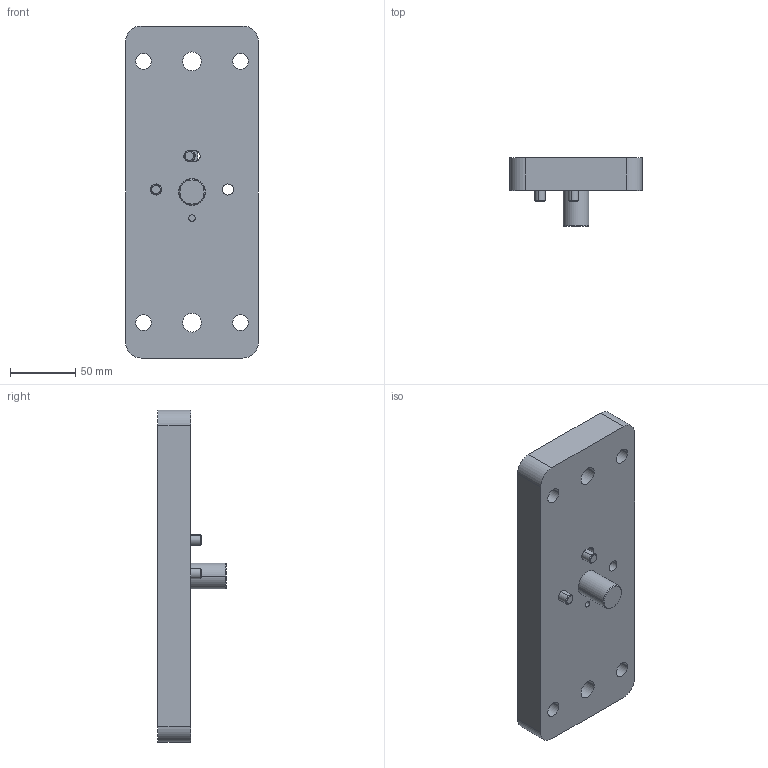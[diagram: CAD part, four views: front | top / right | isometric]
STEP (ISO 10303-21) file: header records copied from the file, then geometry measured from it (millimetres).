
FILE_DESCRIPTION (( 'STEP AP214' ), '1' );
FILE_NAME ('70x70 HD Floor Anchor Plate(40DFA-0501-002-01).STEP', '2023-08-30T12:48:34', ( '' ), ( '' ), 'SwSTEP 2.0', 'SolidWorks 2020', '' );
FILE_SCHEMA (( 'AUTOMOTIVE_DESIGN' ));
Length unit declared in the file: millimetre
Products named in the file (1): 70x70 HD Floor Anchor Plate(40DFA-0501-002-01)
Bounding box: 101.6 x 52.48 x 254 mm (x, y, z)
Volume: 622992 mm3; surface area: 84841.7 mm2
Topology: 5 solids, 5 shells, 173 faces, 411 edges, 250 vertices
Faces by surface type: plane 73, cylinder 64, cone 28, torus 8
Entity records: 6962 total; most frequent: DIRECTION 927, CARTESIAN_POINT 848, ORIENTED_EDGE 806, EDGE_CURVE 403, AXIS2_PLACEMENT_3D 351, VERTEX_POINT 250, LINE 225, VECTOR 225
